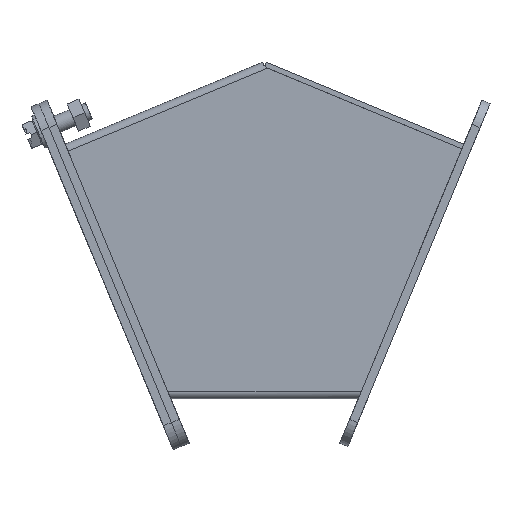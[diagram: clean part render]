
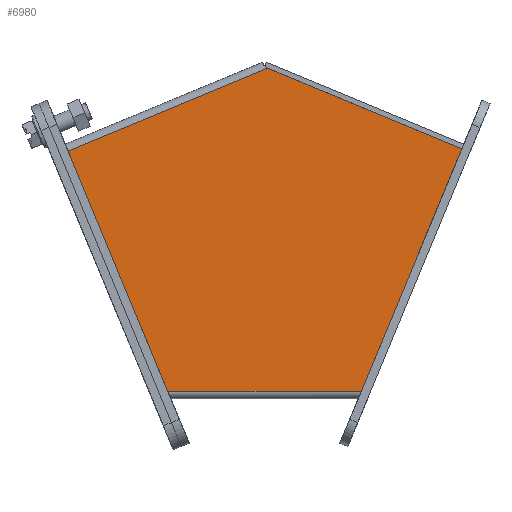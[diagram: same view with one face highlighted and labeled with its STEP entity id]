
A CAD part, front view. The second image highlights one B-rep face of the part: STEP entity #6980.
In plain terms, the highlighted planar face has unit normal (0, -1, 0).
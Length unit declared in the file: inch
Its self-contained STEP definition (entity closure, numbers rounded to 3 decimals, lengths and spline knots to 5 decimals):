
#175 = CARTESIAN_POINT ( 'NONE',  ( -2.84471, -2., 3.58907 ) ) ;
#197 = VECTOR ( 'NONE', #7200, 39.37008 ) ;
#206 = DIRECTION ( 'NONE',  ( 1., 0., 0. ) ) ;
#264 = PLANE ( 'NONE',  #9790 ) ;
#517 = CARTESIAN_POINT ( 'NONE',  ( 0.04698, -2., 4.78851 ) ) ;
#1242 = EDGE_CURVE ( 'NONE', #2494, #3149, #1909, .T. ) ;
#1246 = ORIENTED_EDGE ( 'NONE', *, *, #3065, .T. ) ;
#1319 = FACE_OUTER_BOUND ( 'NONE', #5660, .T. ) ;
#1386 = DIRECTION ( 'NONE',  ( -0.924, 0., 0.383 ) ) ;
#1438 = VECTOR ( 'NONE', #9677, 39.37008 ) ;
#1601 = VERTEX_POINT ( 'NONE', #11388 ) ;
#1865 = ORIENTED_EDGE ( 'NONE', *, *, #2884, .T. ) ;
#1909 = LINE ( 'NONE', #7782, #8273 ) ;
#1966 = VERTEX_POINT ( 'NONE', #6676 ) ;
#2217 = DIRECTION ( 'NONE',  ( 0., -1., 0. ) ) ;
#2494 = VERTEX_POINT ( 'NONE', #10575 ) ;
#2813 = VERTEX_POINT ( 'NONE', #175 ) ;
#2884 = EDGE_CURVE ( 'NONE', #3149, #1966, #6863, .T. ) ;
#2956 = VECTOR ( 'NONE', #6984, 39.37008 ) ;
#3065 = EDGE_CURVE ( 'NONE', #1966, #1601, #7138, .T. ) ;
#3149 = VERTEX_POINT ( 'NONE', #3540 ) ;
#3220 = CARTESIAN_POINT ( 'NONE',  ( -2.8585, -2., 4.808 ) ) ;
#3289 = CARTESIAN_POINT ( 'NONE',  ( 0., -2., 4.808 ) ) ;
#3540 = CARTESIAN_POINT ( 'NONE',  ( 1.4008, -2., 0.108 ) ) ;
#3984 = ORIENTED_EDGE ( 'NONE', *, *, #1242, .T. ) ;
#4116 = LINE ( 'NONE', #9801, #1438 ) ;
#5660 = EDGE_LOOP ( 'NONE', ( #3984, #1865, #1246, #9741, #11183 ) ) ;
#6676 = CARTESIAN_POINT ( 'NONE',  ( 2.8585, -2., 3.62233 ) ) ;
#6863 = LINE ( 'NONE', #10731, #2956 ) ;
#6980 = ADVANCED_FACE ( 'NONE', ( #1319 ), #264, .T. ) ;
#6984 = DIRECTION ( 'NONE',  ( 0.383, 0., 0.924 ) ) ;
#7138 = LINE ( 'NONE', #3289, #9005 ) ;
#7200 = DIRECTION ( 'NONE',  ( -0.924, 0., -0.383 ) ) ;
#7782 = CARTESIAN_POINT ( 'NONE',  ( -2.8585, -2., 0.108 ) ) ;
#8219 = LINE ( 'NONE', #517, #197 ) ;
#8273 = VECTOR ( 'NONE', #206, 39.37008 ) ;
#8421 = EDGE_CURVE ( 'NONE', #1601, #2813, #8219, .T. ) ;
#9005 = VECTOR ( 'NONE', #1386, 39.37008 ) ;
#9347 = EDGE_CURVE ( 'NONE', #2813, #2494, #4116, .T. ) ;
#9677 = DIRECTION ( 'NONE',  ( 0.383, 0., -0.924 ) ) ;
#9741 = ORIENTED_EDGE ( 'NONE', *, *, #8421, .T. ) ;
#9790 = AXIS2_PLACEMENT_3D ( 'NONE', #3220, #2217, #11960 ) ;
#9801 = CARTESIAN_POINT ( 'NONE',  ( -1.356, -2., 0. ) ) ;
#10575 = CARTESIAN_POINT ( 'NONE',  ( -1.4008, -2., 0.108 ) ) ;
#10731 = CARTESIAN_POINT ( 'NONE',  ( 2.8585, -2., 3.62233 ) ) ;
#11183 = ORIENTED_EDGE ( 'NONE', *, *, #9347, .T. ) ;
#11388 = CARTESIAN_POINT ( 'NONE',  ( 0.04698, -2., 4.78851 ) ) ;
#11960 = DIRECTION ( 'NONE',  ( 0., 0., -1. ) ) ;
